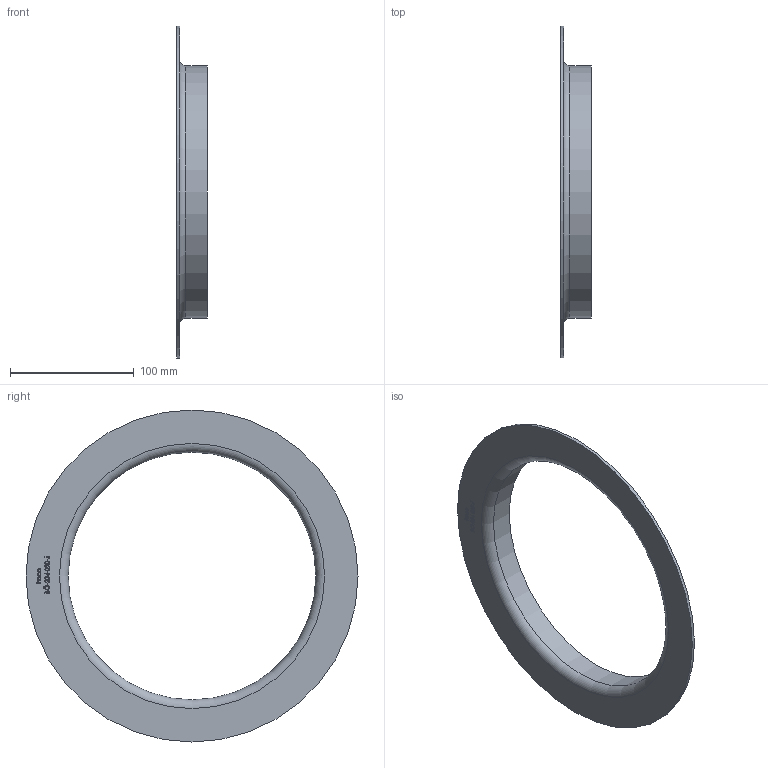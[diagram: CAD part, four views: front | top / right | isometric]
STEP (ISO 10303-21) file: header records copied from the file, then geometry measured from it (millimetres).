
FILE_DESCRIPTION (( 'STEP AP214' ), '1' );
FILE_NAME ('BÖ-204-020-J Vorschweissbördel 1908.STEP', '2019-08-30T08:57:43', ( '' ), ( '' ), 'SwSTEP 2.0', 'SolidWorks 2016', '' );
FILE_SCHEMA (( 'AUTOMOTIVE_DESIGN' ));
Length unit declared in the file: millimetre
Products named in the file (1): BÖ-204-020-J Vorschweissbördel 1908
Bounding box: 25 x 268 x 268 mm (x, y, z)
Volume: 87795.9 mm3; surface area: 79073.1 mm2
Topology: 1 solids, 1 shells, 202 faces, 514 edges, 342 vertices
Faces by surface type: bspline 104, plane 93, cylinder 3, torus 2
Full cylindrical faces by diameter (mm): 200 x1, 204 x1, 268 x1
Entity records: 14258 total; most frequent: CARTESIAN_POINT 8022, ORIENTED_EDGE 1018, EDGE_CURVE 509, DIRECTION 507, VERTEX_POINT 342, VECTOR 293, LINE 293, EDGE_LOOP 237
